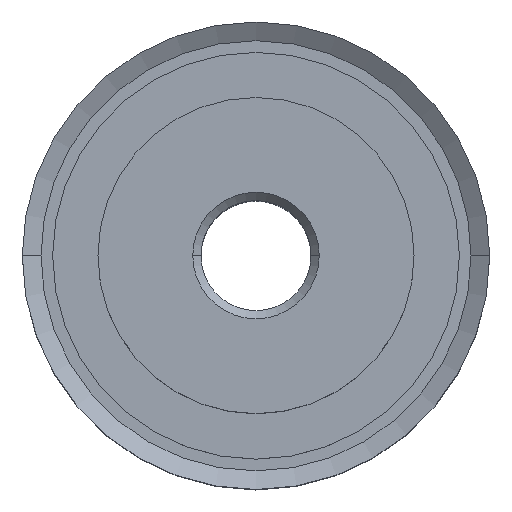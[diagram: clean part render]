
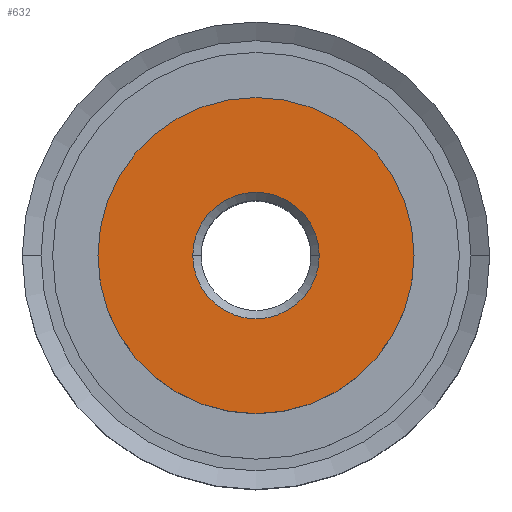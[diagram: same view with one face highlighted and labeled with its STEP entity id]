
A CAD part, top view. The second image highlights one B-rep face of the part: STEP entity #632.
In plain terms, the highlighted planar face has unit normal (0, 0, 1).
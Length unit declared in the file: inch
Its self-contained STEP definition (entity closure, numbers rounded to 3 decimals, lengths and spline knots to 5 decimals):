
#37 = CARTESIAN_POINT ( 'NONE',  ( 0.7185, 0., 0.5 ) ) ;
#130 = DIRECTION ( 'NONE',  ( 0., 0., -1. ) ) ;
#143 = DIRECTION ( 'NONE',  ( 1., 0., 0. ) ) ;
#632 = ADVANCED_FACE ( 'NONE', ( #2899, #3948 ), #5719, .T. ) ;
#850 = CARTESIAN_POINT ( 'NONE',  ( 0.7185, 0., 0.5 ) ) ;
#857 = DIRECTION ( 'NONE',  ( 0., 0., -1. ) ) ;
#1296 = VERTEX_POINT ( 'NONE', #4703 ) ;
#1396 = EDGE_CURVE ( 'NONE', #1589, #2928, #4409, .T. ) ;
#1589 = VERTEX_POINT ( 'NONE', #37 ) ;
#2107 = AXIS2_PLACEMENT_3D ( 'NONE', #3517, #857, #3959 ) ;
#2238 = AXIS2_PLACEMENT_3D ( 'NONE', #5508, #2818, #143 ) ;
#2318 = CIRCLE ( 'NONE', #5095, 0.2875 ) ;
#2379 = VERTEX_POINT ( 'NONE', #3994 ) ;
#2587 = EDGE_LOOP ( 'NONE', ( #3941, #3129 ) ) ;
#2777 = CARTESIAN_POINT ( 'NONE',  ( -0.7185, 0., 0.5 ) ) ;
#2808 = CARTESIAN_POINT ( 'NONE',  ( 0., 0., 0.5 ) ) ;
#2818 = DIRECTION ( 'NONE',  ( 0., 0., -1. ) ) ;
#2859 = CIRCLE ( 'NONE', #2238, 0.2875 ) ;
#2899 = FACE_BOUND ( 'NONE', #4340, .T. ) ;
#2928 = VERTEX_POINT ( 'NONE', #2777 ) ;
#3129 = ORIENTED_EDGE ( 'NONE', *, *, #1396, .F. ) ;
#3254 = DIRECTION ( 'NONE',  ( 1., 0., 0. ) ) ;
#3517 = CARTESIAN_POINT ( 'NONE',  ( 0., 0., 0.5 ) ) ;
#3685 = EDGE_CURVE ( 'NONE', #2379, #1296, #2859, .T. ) ;
#3835 = CIRCLE ( 'NONE', #2107, 0.7185 ) ;
#3941 = ORIENTED_EDGE ( 'NONE', *, *, #5692, .F. ) ;
#3948 = FACE_OUTER_BOUND ( 'NONE', #2587, .T. ) ;
#3959 = DIRECTION ( 'NONE',  ( -1., 0., 0. ) ) ;
#3994 = CARTESIAN_POINT ( 'NONE',  ( 0.2875, 0., 0.5 ) ) ;
#4026 = ORIENTED_EDGE ( 'NONE', *, *, #3685, .T. ) ;
#4210 = AXIS2_PLACEMENT_3D ( 'NONE', #850, #5673, #5282 ) ;
#4340 = EDGE_LOOP ( 'NONE', ( #4026, #5259 ) ) ;
#4390 = AXIS2_PLACEMENT_3D ( 'NONE', #5668, #5650, #5628 ) ;
#4409 = CIRCLE ( 'NONE', #4390, 0.7185 ) ;
#4703 = CARTESIAN_POINT ( 'NONE',  ( -0.2875, 0., 0.5 ) ) ;
#5095 = AXIS2_PLACEMENT_3D ( 'NONE', #2808, #130, #3254 ) ;
#5259 = ORIENTED_EDGE ( 'NONE', *, *, #5824, .T. ) ;
#5282 = DIRECTION ( 'NONE',  ( 1., 0., 0. ) ) ;
#5508 = CARTESIAN_POINT ( 'NONE',  ( 0., 0., 0.5 ) ) ;
#5628 = DIRECTION ( 'NONE',  ( -1., 0., 0. ) ) ;
#5650 = DIRECTION ( 'NONE',  ( 0., 0., -1. ) ) ;
#5668 = CARTESIAN_POINT ( 'NONE',  ( 0., 0., 0.5 ) ) ;
#5673 = DIRECTION ( 'NONE',  ( 0., 0., 1. ) ) ;
#5692 = EDGE_CURVE ( 'NONE', #2928, #1589, #3835, .T. ) ;
#5719 = PLANE ( 'NONE',  #4210 ) ;
#5824 = EDGE_CURVE ( 'NONE', #1296, #2379, #2318, .T. ) ;
